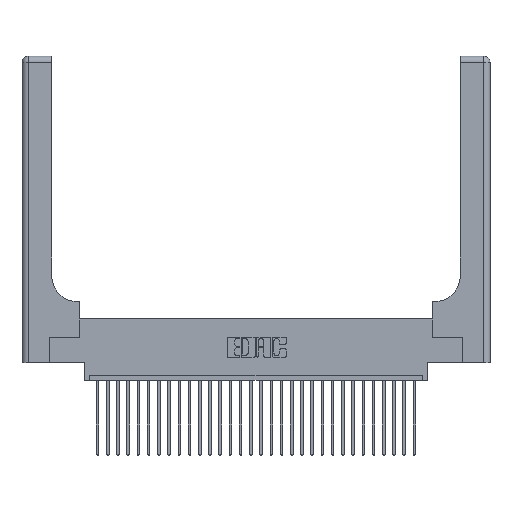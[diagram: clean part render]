
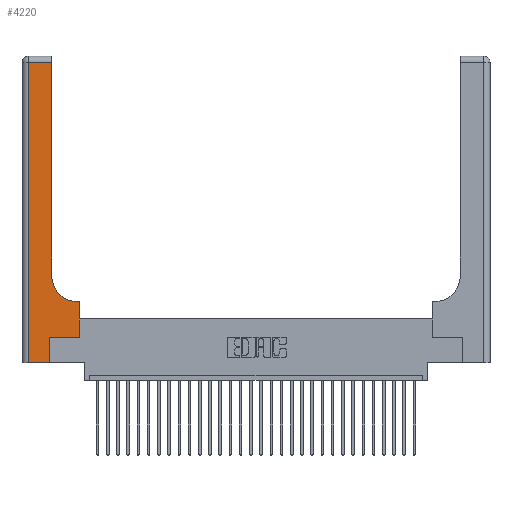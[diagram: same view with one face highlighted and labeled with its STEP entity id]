
A CAD part, top view. The second image highlights one B-rep face of the part: STEP entity #4220.
In plain terms, the highlighted planar face has unit normal (0, 0, 1).
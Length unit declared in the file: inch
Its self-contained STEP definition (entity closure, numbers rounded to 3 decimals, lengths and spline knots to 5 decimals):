
#327 = VECTOR ( 'NONE', #12004, 39.37008 ) ;
#351 = ORIENTED_EDGE ( 'NONE', *, *, #17528, .T. ) ;
#1283 = LINE ( 'NONE', #4028, #20953 ) ;
#1898 = VECTOR ( 'NONE', #26469, 39.37008 ) ;
#1920 = VERTEX_POINT ( 'NONE', #4018 ) ;
#2173 = ORIENTED_EDGE ( 'NONE', *, *, #3478, .T. ) ;
#3371 = LINE ( 'NONE', #14381, #20796 ) ;
#3478 = EDGE_CURVE ( 'NONE', #8273, #23525, #6908, .T. ) ;
#3493 = EDGE_CURVE ( 'NONE', #3569, #15936, #19920, .T. ) ;
#3569 = VERTEX_POINT ( 'NONE', #19329 ) ;
#3640 = AXIS2_PLACEMENT_3D ( 'NONE', #30561, #11464, #11665 ) ;
#4018 = CARTESIAN_POINT ( 'NONE',  ( 0.269, 0., 0.37 ) ) ;
#4028 = CARTESIAN_POINT ( 'NONE',  ( 0., 2.94, 0.37 ) ) ;
#4220 = ADVANCED_FACE ( 'NONE', ( #18477 ), #11496, .F. ) ;
#4234 = VERTEX_POINT ( 'NONE', #18650 ) ;
#4618 = DIRECTION ( 'NONE',  ( 0., 1., 0. ) ) ;
#5970 = LINE ( 'NONE', #29089, #1898 ) ;
#6908 = CIRCLE ( 'NONE', #3640, 0.25 ) ;
#6949 = EDGE_CURVE ( 'NONE', #15817, #4234, #1283, .T. ) ;
#7266 = LINE ( 'NONE', #24577, #25458 ) ;
#7529 = EDGE_CURVE ( 'NONE', #23525, #15817, #14259, .T. ) ;
#7629 = ORIENTED_EDGE ( 'NONE', *, *, #7529, .T. ) ;
#8273 = VERTEX_POINT ( 'NONE', #17588 ) ;
#9092 = DIRECTION ( 'NONE',  ( -1., 0., 0. ) ) ;
#9618 = CARTESIAN_POINT ( 'NONE',  ( 0.5585, 0.6, 0.37 ) ) ;
#10417 = ORIENTED_EDGE ( 'NONE', *, *, #3493, .T. ) ;
#10715 = LINE ( 'NONE', #21626, #327 ) ;
#11012 = CARTESIAN_POINT ( 'NONE',  ( 0.06, 0., 0.37 ) ) ;
#11061 = DIRECTION ( 'NONE',  ( 0., 1., 0. ) ) ;
#11392 = AXIS2_PLACEMENT_3D ( 'NONE', #21242, #16180, #9092 ) ;
#11464 = DIRECTION ( 'NONE',  ( 0., 0., -1. ) ) ;
#11496 = PLANE ( 'NONE',  #11392 ) ;
#11665 = DIRECTION ( 'NONE',  ( 1., 0., 0. ) ) ;
#11749 = VERTEX_POINT ( 'NONE', #11012 ) ;
#11770 = CARTESIAN_POINT ( 'NONE',  ( 0.5585, 0.25, 0.37 ) ) ;
#12000 = VECTOR ( 'NONE', #11061, 39.37008 ) ;
#12004 = DIRECTION ( 'NONE',  ( 1., 0., 0. ) ) ;
#12091 = CARTESIAN_POINT ( 'NONE',  ( 0.269, 0.25, 0.37 ) ) ;
#13624 = VECTOR ( 'NONE', #4618, 39.37008 ) ;
#14259 = LINE ( 'NONE', #18119, #12000 ) ;
#14381 = CARTESIAN_POINT ( 'NONE',  ( 0.06, 3., 0.37 ) ) ;
#15817 = VERTEX_POINT ( 'NONE', #24826 ) ;
#15936 = VERTEX_POINT ( 'NONE', #9618 ) ;
#16180 = DIRECTION ( 'NONE',  ( 0., 0., -1. ) ) ;
#17528 = EDGE_CURVE ( 'NONE', #11749, #1920, #10715, .T. ) ;
#17588 = CARTESIAN_POINT ( 'NONE',  ( 0.5415, 0.6, 0.37 ) ) ;
#18119 = CARTESIAN_POINT ( 'NONE',  ( 0.2915, 3., 0.37 ) ) ;
#18477 = FACE_OUTER_BOUND ( 'NONE', #27891, .T. ) ;
#18650 = CARTESIAN_POINT ( 'NONE',  ( 0.06, 2.94, 0.37 ) ) ;
#19329 = CARTESIAN_POINT ( 'NONE',  ( 0.5585, 0.25, 0.37 ) ) ;
#19401 = EDGE_CURVE ( 'NONE', #1920, #24331, #7266, .T. ) ;
#19681 = CARTESIAN_POINT ( 'NONE',  ( 0.2915, 0.6, 0.37 ) ) ;
#19713 = ORIENTED_EDGE ( 'NONE', *, *, #22835, .T. ) ;
#19920 = LINE ( 'NONE', #11770, #13624 ) ;
#20796 = VECTOR ( 'NONE', #28711, 39.37008 ) ;
#20953 = VECTOR ( 'NONE', #21319, 39.37008 ) ;
#21242 = CARTESIAN_POINT ( 'NONE',  ( 0., 3., 0.37 ) ) ;
#21319 = DIRECTION ( 'NONE',  ( -1., 0., 0. ) ) ;
#21626 = CARTESIAN_POINT ( 'NONE',  ( 0., 0., 0.37 ) ) ;
#22187 = DIRECTION ( 'NONE',  ( 0., 1., 0. ) ) ;
#22252 = ORIENTED_EDGE ( 'NONE', *, *, #28684, .T. ) ;
#22835 = EDGE_CURVE ( 'NONE', #4234, #11749, #3371, .T. ) ;
#23294 = VECTOR ( 'NONE', #24566, 39.37008 ) ;
#23525 = VERTEX_POINT ( 'NONE', #30200 ) ;
#24331 = VERTEX_POINT ( 'NONE', #12091 ) ;
#24566 = DIRECTION ( 'NONE',  ( -1., 0., 0. ) ) ;
#24577 = CARTESIAN_POINT ( 'NONE',  ( 0.269, 0., 0.37 ) ) ;
#24826 = CARTESIAN_POINT ( 'NONE',  ( 0.2915, 2.94, 0.37 ) ) ;
#25150 = ORIENTED_EDGE ( 'NONE', *, *, #19401, .T. ) ;
#25458 = VECTOR ( 'NONE', #22187, 39.37008 ) ;
#26469 = DIRECTION ( 'NONE',  ( 1., 0., 0. ) ) ;
#27891 = EDGE_LOOP ( 'NONE', ( #7629, #29242, #19713, #351, #25150, #29283, #10417, #22252, #2173 ) ) ;
#28684 = EDGE_CURVE ( 'NONE', #15936, #8273, #29645, .T. ) ;
#28711 = DIRECTION ( 'NONE',  ( 0., -1., 0. ) ) ;
#29089 = CARTESIAN_POINT ( 'NONE',  ( 0.269, 0.25, 0.37 ) ) ;
#29242 = ORIENTED_EDGE ( 'NONE', *, *, #6949, .T. ) ;
#29283 = ORIENTED_EDGE ( 'NONE', *, *, #29883, .T. ) ;
#29645 = LINE ( 'NONE', #19681, #23294 ) ;
#29883 = EDGE_CURVE ( 'NONE', #24331, #3569, #5970, .T. ) ;
#30200 = CARTESIAN_POINT ( 'NONE',  ( 0.2915, 0.85, 0.37 ) ) ;
#30561 = CARTESIAN_POINT ( 'NONE',  ( 0.5415, 0.85, 0.37 ) ) ;
